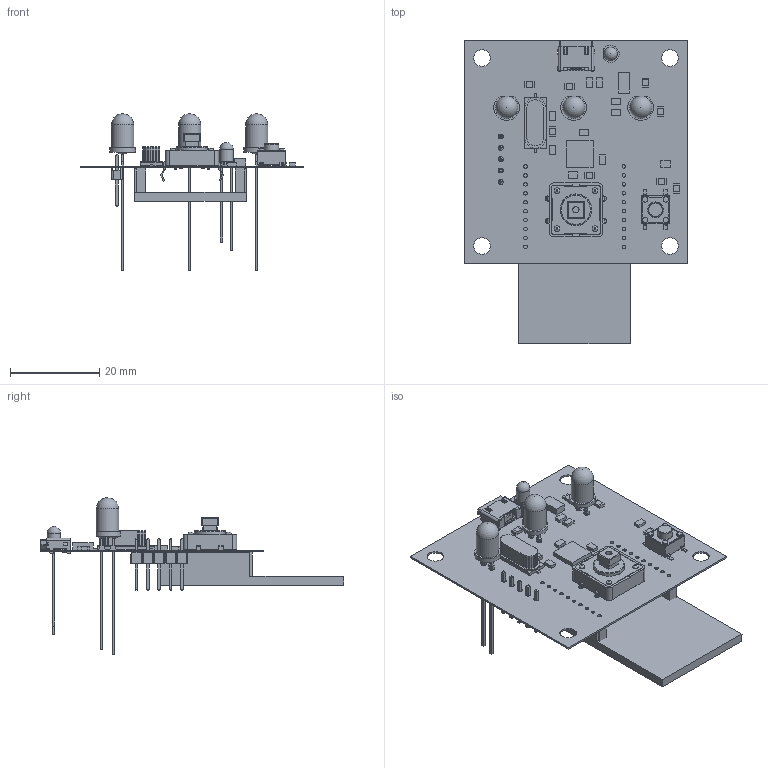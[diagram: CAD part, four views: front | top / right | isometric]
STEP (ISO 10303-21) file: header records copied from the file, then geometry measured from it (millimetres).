
FILE_DESCRIPTION(('Open CASCADE Model'),'2;1');
FILE_NAME('Open CASCADE Shape Model','2018-09-10T10:06:15',('Author'),( 'Open CASCADE'),'Open CASCADE STEP processor 6.8','Open CASCADE 6.8' ,'Unknown');
FILE_SCHEMA(('AUTOMOTIVE_DESIGN { 1 0 10303 214 1 1 1 1 }'));
Length unit declared in the file: millimetre
Products named in the file (87): PCB; Board; X1; Xbee; 990207872; Extruded; 990208008; C10; 990210184; C1; C2; C3; 990210320; C4; C5; C6; C7; C8; C9; D1; 990209232; 1134917264; Sphere; 1134917392; Cylinder; 990208960; 990209096; D2; WL-TMRW_5mm; D3; D4; J1; Download_STP_629105150521; 629105150521; 629105150521_Pin; 629105150521_PinMasse; 629105150521_Shielding; 629105150521_ShieldingCover; J2; 61300511121 ...
Assembly tree (124 placements, depth 4):
  PCB
    Board
    X1
      Xbee
      990207872
        Extruded
      990208008
        Extruded
    C10
      990210184
        Extruded
    C1
      990210184
        Extruded
    C2
      990210184
        Extruded
    C3
      990210320
        Extruded
    C4
      990210320
        Extruded
    C5
      990210184
        Extruded
    C6
      990210184
        Extruded
    C7
      990210320
        Extruded
    C8
      990210320
        Extruded
    C9
      990210320
        Extruded
    D1
      990209232
        Extruded
      1134917264
        Sphere
      1134917392
        Cylinder
      990208960
        Extruded
      990209096
        Extruded
    D2
      WL-TMRW_5mm
    D3
      WL-TMRW_5mm
    D4
      WL-TMRW_5mm
    J1
      Download_STP_629105150521
        629105150521
        629105150521_Pin  x4
        629105150521_PinMasse
Bounding box: 50.04 x 67.89 x 35 mm (x, y, z)
Volume: 5470.6 mm3; surface area: 12129.3 mm2
Topology: 72 solids, 72 shells, 1552 faces, 4122 edges, 2714 vertices
Faces by surface type: plane 1206, cylinder 293, bspline 26, sphere 14, torus 11, cone 2
Full cylindrical faces by diameter (mm): 0.6 x2, 0.8 x22, 1 x16, 1.1 x5, 1.2 x8, 1.4 x1, 3 x1, 3.25 x1, 3.5 x1, 3.7 x4, 5 x3, 6.95 x1, 7.1 x1
Entity records: 47364 total; most frequent: CARTESIAN_POINT 7615, ORIENTED_EDGE 6638, DIRECTION 6462, EDGE_CURVE 3319, LINE 2648, VECTOR 2648, VERTEX_POINT 2195, AXIS2_PLACEMENT_3D 1907
